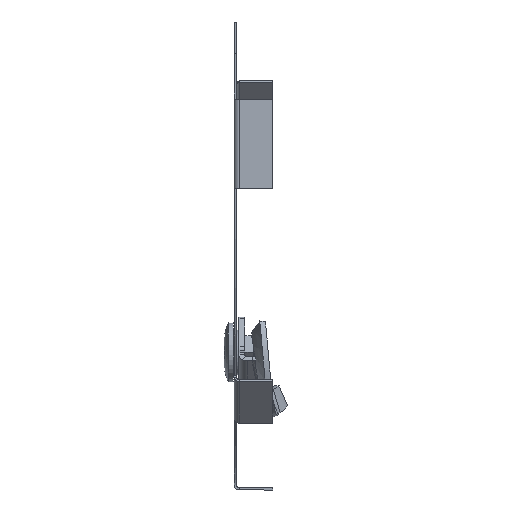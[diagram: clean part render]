
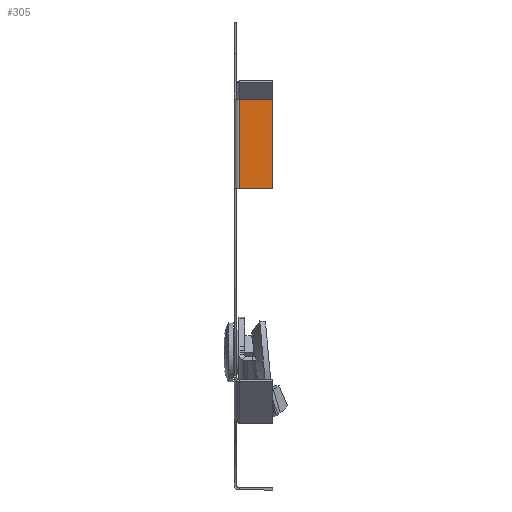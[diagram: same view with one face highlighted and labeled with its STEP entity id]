
A CAD part, left-side view. The second image highlights one B-rep face of the part: STEP entity #305.
In plain terms, the highlighted planar face has unit normal (-1, 0, 0).
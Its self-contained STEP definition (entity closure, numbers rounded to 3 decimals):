
#305 = ADVANCED_FACE ( 'NONE', ( #5025 ), #1293, .F. ) ;
#389 = EDGE_CURVE ( 'NONE', #1002, #5481, #5245, .T. ) ;
#701 = LINE ( 'NONE', #5833, #5974 ) ;
#761 = CARTESIAN_POINT ( 'NONE',  ( -122.499, 0., 0. ) ) ;
#800 = CARTESIAN_POINT ( 'NONE',  ( -122.499, 0., 9.251 ) ) ;
#804 = EDGE_CURVE ( 'NONE', #1002, #3115, #3747, .T. ) ;
#990 = VECTOR ( 'NONE', #2302, 1000. ) ;
#1002 = VERTEX_POINT ( 'NONE', #3360 ) ;
#1072 = CARTESIAN_POINT ( 'NONE',  ( -122.499, -1.75, 9.251 ) ) ;
#1178 = EDGE_LOOP ( 'NONE', ( #3131, #3646, #1269, #2147 ) ) ;
#1269 = ORIENTED_EDGE ( 'NONE', *, *, #2070, .T. ) ;
#1293 = PLANE ( 'NONE',  #3292 ) ;
#1370 = CARTESIAN_POINT ( 'NONE',  ( -122.499, -1.75, 9.251 ) ) ;
#2070 = EDGE_CURVE ( 'NONE', #5481, #5328, #701, .T. ) ;
#2129 = VECTOR ( 'NONE', #2931, 1000. ) ;
#2147 = ORIENTED_EDGE ( 'NONE', *, *, #3968, .T. ) ;
#2244 = DIRECTION ( 'NONE',  ( 1., 0., 0. ) ) ;
#2302 = DIRECTION ( 'NONE',  ( 0., -1., 0. ) ) ;
#2931 = DIRECTION ( 'NONE',  ( 0., 1., 0. ) ) ;
#3115 = VERTEX_POINT ( 'NONE', #1072 ) ;
#3131 = ORIENTED_EDGE ( 'NONE', *, *, #804, .F. ) ;
#3292 = AXIS2_PLACEMENT_3D ( 'NONE', #761, #2244, #4083 ) ;
#3360 = CARTESIAN_POINT ( 'NONE',  ( -122.499, -1.75, -20.749 ) ) ;
#3646 = ORIENTED_EDGE ( 'NONE', *, *, #389, .T. ) ;
#3747 = LINE ( 'NONE', #1370, #4794 ) ;
#3821 = CARTESIAN_POINT ( 'NONE',  ( -122.499, 0., -20.749 ) ) ;
#3968 = EDGE_CURVE ( 'NONE', #5328, #3115, #4273, .T. ) ;
#4083 = DIRECTION ( 'NONE',  ( 0., 1., 0. ) ) ;
#4273 = LINE ( 'NONE', #800, #2129 ) ;
#4794 = VECTOR ( 'NONE', #5035, 1000. ) ;
#5025 = FACE_OUTER_BOUND ( 'NONE', #1178, .T. ) ;
#5035 = DIRECTION ( 'NONE',  ( 0., 0., 1. ) ) ;
#5245 = LINE ( 'NONE', #3821, #990 ) ;
#5328 = VERTEX_POINT ( 'NONE', #5738 ) ;
#5481 = VERTEX_POINT ( 'NONE', #5628 ) ;
#5628 = CARTESIAN_POINT ( 'NONE',  ( -122.499, -13., -20.749 ) ) ;
#5738 = CARTESIAN_POINT ( 'NONE',  ( -122.499, -13., 9.251 ) ) ;
#5804 = DIRECTION ( 'NONE',  ( 0., 0., 1. ) ) ;
#5833 = CARTESIAN_POINT ( 'NONE',  ( -122.499, -13., 0. ) ) ;
#5974 = VECTOR ( 'NONE', #5804, 1000. ) ;
